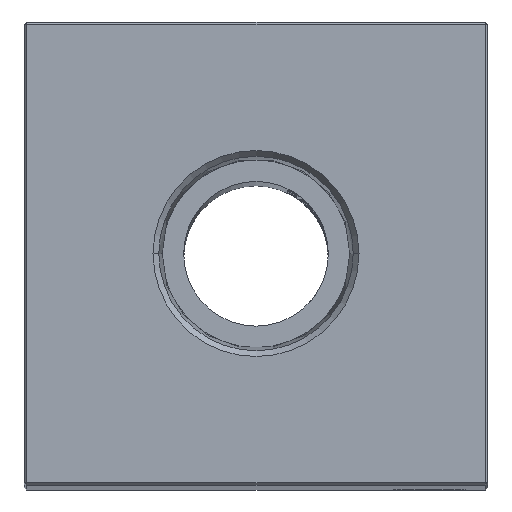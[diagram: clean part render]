
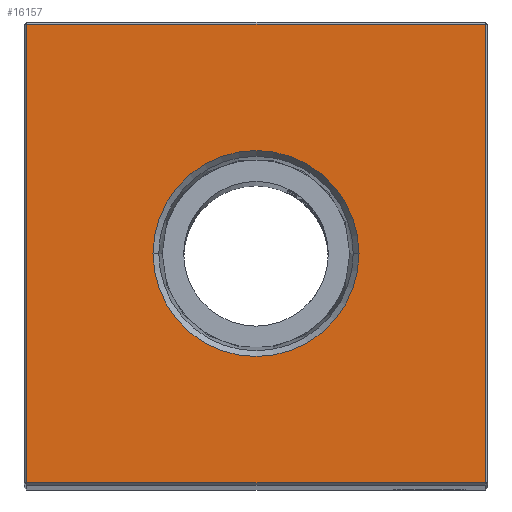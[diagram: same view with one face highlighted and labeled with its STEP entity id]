
A CAD part, top view. The second image highlights one B-rep face of the part: STEP entity #16157.
In plain terms, the highlighted planar face has unit normal (0, 0, 1).
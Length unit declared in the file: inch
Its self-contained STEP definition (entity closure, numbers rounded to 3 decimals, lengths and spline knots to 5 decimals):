
#282 = DIRECTION ( 'NONE',  ( 0., 0., -1. ) ) ;
#1938 = LINE ( 'NONE', #12380, #11383 ) ;
#2345 = EDGE_CURVE ( 'NONE', #13438, #13822, #8290, .T. ) ;
#2886 = VERTEX_POINT ( 'NONE', #15874 ) ;
#3672 = CARTESIAN_POINT ( 'NONE',  ( 0., 0.99, 12.25 ) ) ;
#3763 = LINE ( 'NONE', #14154, #7931 ) ;
#5795 = CARTESIAN_POINT ( 'NONE',  ( 0., 0., 12.25 ) ) ;
#6077 = DIRECTION ( 'NONE',  ( 1., 0., 0. ) ) ;
#7240 = ORIENTED_EDGE ( 'NONE', *, *, #17179, .F. ) ;
#7720 = ORIENTED_EDGE ( 'NONE', *, *, #29020, .T. ) ;
#7896 = CARTESIAN_POINT ( 'NONE',  ( -0.99, -0.99, 12.25 ) ) ;
#7931 = VECTOR ( 'NONE', #24421, 39.37008 ) ;
#8070 = VERTEX_POINT ( 'NONE', #28089 ) ;
#8290 = LINE ( 'NONE', #18633, #20447 ) ;
#10246 = EDGE_LOOP ( 'NONE', ( #26943, #7720, #17888, #14139 ) ) ;
#10405 = FACE_BOUND ( 'NONE', #21716, .T. ) ;
#10616 = CIRCLE ( 'NONE', #29375, 0.44487 ) ;
#10737 = DIRECTION ( 'NONE',  ( -1., 0., 0. ) ) ;
#11097 = AXIS2_PLACEMENT_3D ( 'NONE', #5795, #16151, #26399 ) ;
#11383 = VECTOR ( 'NONE', #22642, 39.37008 ) ;
#11469 = VERTEX_POINT ( 'NONE', #25091 ) ;
#12380 = CARTESIAN_POINT ( 'NONE',  ( 0., -0.99, 12.25 ) ) ;
#13438 = VERTEX_POINT ( 'NONE', #20946 ) ;
#13822 = VERTEX_POINT ( 'NONE', #7896 ) ;
#14068 = DIRECTION ( 'NONE',  ( -1., 0., 0. ) ) ;
#14139 = ORIENTED_EDGE ( 'NONE', *, *, #21311, .T. ) ;
#14154 = CARTESIAN_POINT ( 'NONE',  ( 0.99, 0., 12.25 ) ) ;
#15874 = CARTESIAN_POINT ( 'NONE',  ( 0.99, 0.99, 12.25 ) ) ;
#16151 = DIRECTION ( 'NONE',  ( 0., 0., 1. ) ) ;
#16157 = ADVANCED_FACE ( 'NONE', ( #33428, #10405 ), #20684, .F. ) ;
#16830 = ORIENTED_EDGE ( 'NONE', *, *, #32884, .F. ) ;
#17179 = EDGE_CURVE ( 'NONE', #11469, #29704, #10616, .T. ) ;
#17888 = ORIENTED_EDGE ( 'NONE', *, *, #18593, .T. ) ;
#18238 = VECTOR ( 'NONE', #14068, 39.37008 ) ;
#18593 = EDGE_CURVE ( 'NONE', #8070, #2886, #3763, .T. ) ;
#18633 = CARTESIAN_POINT ( 'NONE',  ( -0.99, 0., 12.25 ) ) ;
#18944 = CARTESIAN_POINT ( 'NONE',  ( 0., 0., 12.25 ) ) ;
#20447 = VECTOR ( 'NONE', #28834, 39.37008 ) ;
#20684 = PLANE ( 'NONE',  #28687 ) ;
#20946 = CARTESIAN_POINT ( 'NONE',  ( -0.99, 0.99, 12.25 ) ) ;
#21286 = CARTESIAN_POINT ( 'NONE',  ( -0.44487, 0., 12.25 ) ) ;
#21311 = EDGE_CURVE ( 'NONE', #2886, #13438, #26805, .T. ) ;
#21716 = EDGE_LOOP ( 'NONE', ( #7240, #16830 ) ) ;
#22642 = DIRECTION ( 'NONE',  ( 1., 0., 0. ) ) ;
#23546 = CARTESIAN_POINT ( 'NONE',  ( 0., 0., 12.25 ) ) ;
#24421 = DIRECTION ( 'NONE',  ( 0., 1., 0. ) ) ;
#25091 = CARTESIAN_POINT ( 'NONE',  ( 0.44487, 0., 12.25 ) ) ;
#25589 = CIRCLE ( 'NONE', #11097, 0.44487 ) ;
#26399 = DIRECTION ( 'NONE',  ( 1., 0., 0. ) ) ;
#26805 = LINE ( 'NONE', #3672, #18238 ) ;
#26943 = ORIENTED_EDGE ( 'NONE', *, *, #2345, .T. ) ;
#28089 = CARTESIAN_POINT ( 'NONE',  ( 0.99, -0.99, 12.25 ) ) ;
#28687 = AXIS2_PLACEMENT_3D ( 'NONE', #23546, #282, #10737 ) ;
#28834 = DIRECTION ( 'NONE',  ( 0., -1., 0. ) ) ;
#29020 = EDGE_CURVE ( 'NONE', #13822, #8070, #1938, .T. ) ;
#29159 = DIRECTION ( 'NONE',  ( 0., 0., 1. ) ) ;
#29375 = AXIS2_PLACEMENT_3D ( 'NONE', #18944, #29159, #6077 ) ;
#29704 = VERTEX_POINT ( 'NONE', #21286 ) ;
#32884 = EDGE_CURVE ( 'NONE', #29704, #11469, #25589, .T. ) ;
#33428 = FACE_OUTER_BOUND ( 'NONE', #10246, .T. ) ;
